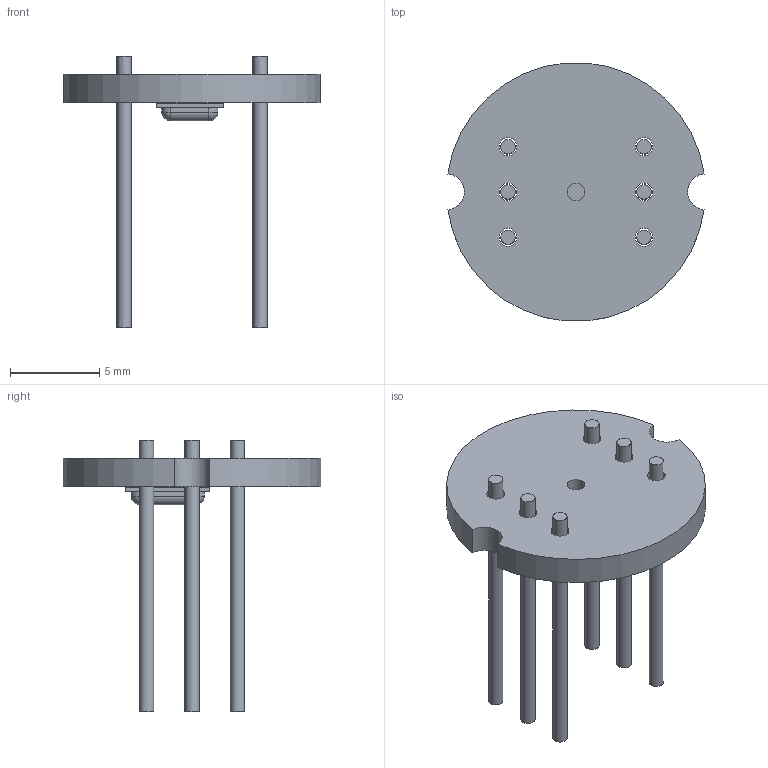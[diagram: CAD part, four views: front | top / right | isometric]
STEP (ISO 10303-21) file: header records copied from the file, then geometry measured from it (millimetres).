
FILE_DESCRIPTION(/* description */ (''),/* implementation_level */ '2;1');
FILE_NAME(/* name */ 'INMP441_module_rigid v1.step',/* time_stamp */ '2020-04-03T20:08:27+02:00',/* author */ (''),/* organization */ (''),/* preprocessor_version */ 'ST-DEVELOPER v18',/* originating_system */ 'Autodesk Translation Framework v8.12.0.6',/* authorisation */ '');
FILE_SCHEMA (('AUTOMOTIVE_DESIGN { 1 0 10303 214 3 1 1 }'));
Length unit declared in the file: millimetre
Products named in the file (4): INMP441_module_rigid; mic-INMP441; Product; pins
Assembly tree (3 placements, depth 3):
  INMP441_module_rigid
    mic-INMP441
      Product
    pins
Bounding box: 14.36 x 14.45 x 15.2 mm (x, y, z)
Volume: 309.2 mm3; surface area: 731.5 mm2
Topology: 9 solids, 9 shells, 55 faces, 102 edges, 64 vertices
Faces by surface type: plane 26, cylinder 25, sphere 4
Full cylindrical faces by diameter (mm): 0.8 x6, 1 x7
Entity records: 1507 total; most frequent: DIRECTION 277, CARTESIAN_POINT 227, ORIENTED_EDGE 202, AXIS2_PLACEMENT_3D 114, EDGE_CURVE 101, EDGE_LOOP 69, VERTEX_POINT 64, FACE_OUTER_BOUND 55
